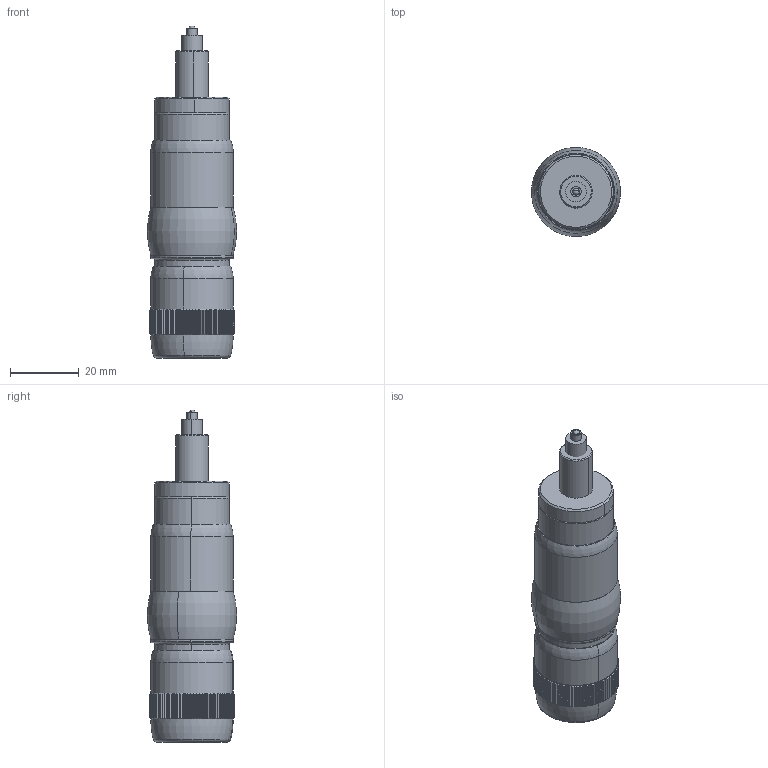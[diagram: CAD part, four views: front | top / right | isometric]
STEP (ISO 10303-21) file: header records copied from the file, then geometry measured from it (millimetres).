
FILE_DESCRIPTION (( 'STEP AP214' ), '1' );
FILE_NAME ('10879-E0W.step', '2007-10-25T00:20:37', ( ' ' ), ( ' ' ), 'SwSTEP 2.0', 'SolidWorks 2007', '' );
FILE_SCHEMA (( 'AUTOMOTIVE_DESIGN' ));
Length unit declared in the file: inch
Products named in the file (1): 10879-E0W
Bounding box: 25.95 x 25.95 x 96.63 mm (x, y, z)
Surface area: 12262.9 mm2 (no closed solid volume)
Topology: 0 solids, 9 shells, 548 faces, 1800 edges, 1244 vertices
Faces by surface type: plane 216, cone 192, cylinder 120, torus 16, bspline 2, sphere 2
Entity records: 27459 total; most frequent: CARTESIAN_POINT 4929, ORIENTED_EDGE 3334, DIRECTION 3073, EDGE_CURVE 1793, VERTEX_POINT 1241, AXIS2_PLACEMENT_3D 1123, VECTOR 827, LINE 827
